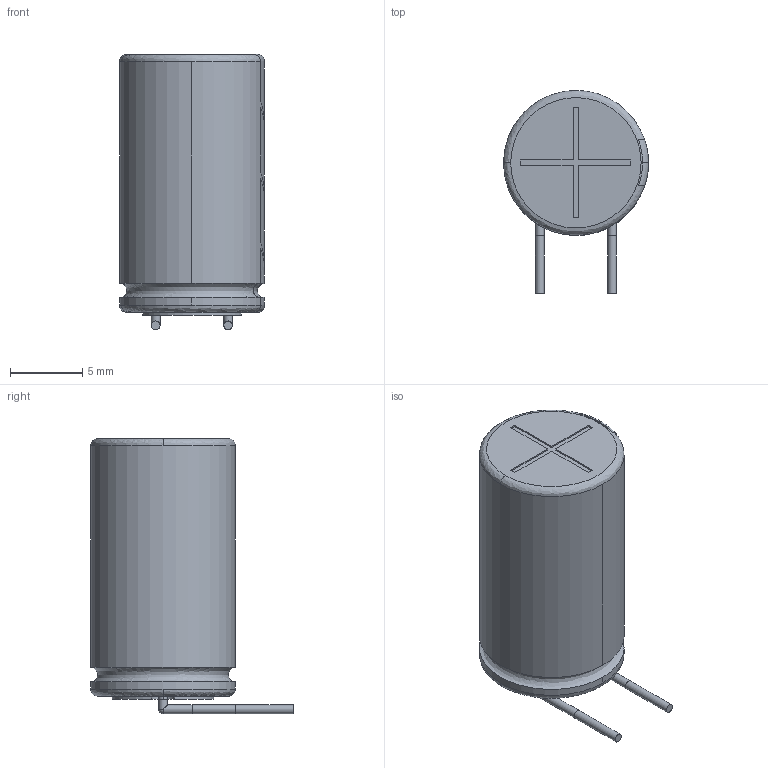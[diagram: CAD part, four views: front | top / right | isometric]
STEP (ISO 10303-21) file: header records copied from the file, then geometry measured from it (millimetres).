
FILE_DESCRIPTION(('FreeCAD Model'),'2;1');
FILE_NAME('C_THRAD-100x180x050-.step','2021-11-24T15:43:40',('Author'),(''), 'Open CASCADE STEP processor 7.3','FreeCAD','Unknown');
FILE_SCHEMA(('AUTOMOTIVE_DESIGN { 1 0 10303 214 1 1 1 1 }'));
Length unit declared in the file: millimetre
Products named in the file (1): Fusion013
Bounding box: 10.01 x 14 x 19.01 mm (x, y, z)
Volume: 1392.3 mm3; surface area: 772.4 mm2
Topology: 1 solids, 1 shells, 107 faces, 275 edges, 178 vertices
Faces by surface type: plane 49, cylinder 43, bspline 11, cone 2, sphere 2
Full cylindrical faces by diameter (mm): 0.6 x8
Entity records: 10263 total; most frequent: CARTESIAN_POINT 4369, DIRECTION 874, ORIENTED_EDGE 546, PCURVE 546, DEFINITIONAL_REPRESENTATION 546, LINE 510, VECTOR 510, EDGE_CURVE 273
